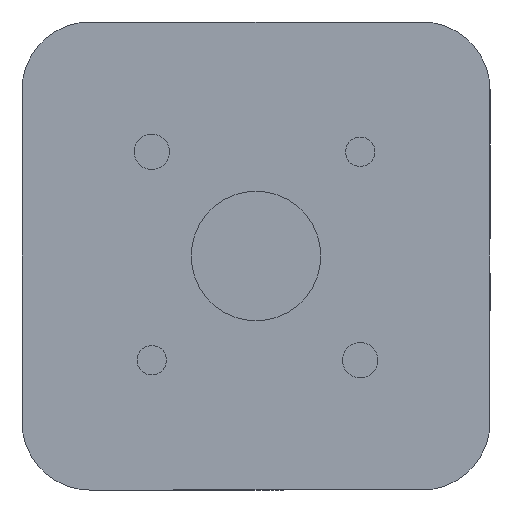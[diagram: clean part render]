
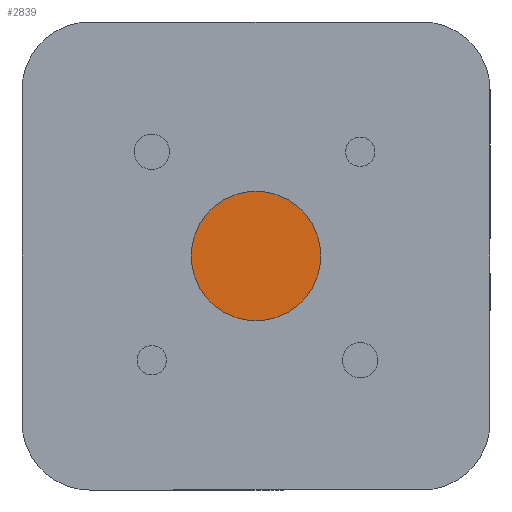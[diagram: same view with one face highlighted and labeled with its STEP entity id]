
A CAD part, left-side view. The second image highlights one B-rep face of the part: STEP entity #2839.
In plain terms, the highlighted planar face has unit normal (-1, 0, 0).
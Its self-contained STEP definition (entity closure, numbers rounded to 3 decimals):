
#597 = EDGE_CURVE ( 'NONE', #2620, #2944, #3084, .T. ) ;
#612 = EDGE_CURVE ( 'NONE', #2944, #2620, #3103, .T. ) ;
#2620 = VERTEX_POINT ( 'NONE', #4538 ) ;
#2839 = ADVANCED_FACE ( 'NONE', ( #3982 ), #5257, .F. ) ;
#2944 = VERTEX_POINT ( 'NONE', #5833 ) ;
#3084 = CIRCLE ( 'NONE', #8287, 11. ) ;
#3103 = CIRCLE ( 'NONE', #8296, 11. ) ;
#3982 = FACE_OUTER_BOUND ( 'NONE', #10803, .T. ) ;
#4538 = CARTESIAN_POINT ( 'NONE',  ( -19.821, 0., -11. ) ) ;
#5257 = PLANE ( 'NONE',  #8616 ) ;
#5381 = CARTESIAN_POINT ( 'NONE',  ( -19.821, 11., 0. ) ) ;
#5390 = DIRECTION ( 'NONE',  ( 1., 0., 0. ) ) ;
#5391 = DIRECTION ( 'NONE',  ( 0., 0., -1. ) ) ;
#5833 = CARTESIAN_POINT ( 'NONE',  ( -19.821, 0., 11. ) ) ;
#8287 = AXIS2_PLACEMENT_3D ( 'NONE', #9926, #9935, #9936 ) ;
#8296 = AXIS2_PLACEMENT_3D ( 'NONE', #9969, #9976, #9977 ) ;
#8616 = AXIS2_PLACEMENT_3D ( 'NONE', #5381, #5390, #5391 ) ;
#9926 = CARTESIAN_POINT ( 'NONE',  ( -19.821, 0., 0. ) ) ;
#9935 = DIRECTION ( 'NONE',  ( -1., 0., 0. ) ) ;
#9936 = DIRECTION ( 'NONE',  ( 0., 0., 1. ) ) ;
#9969 = CARTESIAN_POINT ( 'NONE',  ( -19.821, 0., 0. ) ) ;
#9976 = DIRECTION ( 'NONE',  ( -1., 0., 0. ) ) ;
#9977 = DIRECTION ( 'NONE',  ( 0., 0., 1. ) ) ;
#10218 = ORIENTED_EDGE ( 'NONE', *, *, #612, .T. ) ;
#10219 = ORIENTED_EDGE ( 'NONE', *, *, #597, .T. ) ;
#10803 = EDGE_LOOP ( 'NONE', ( #10218, #10219 ) ) ;
